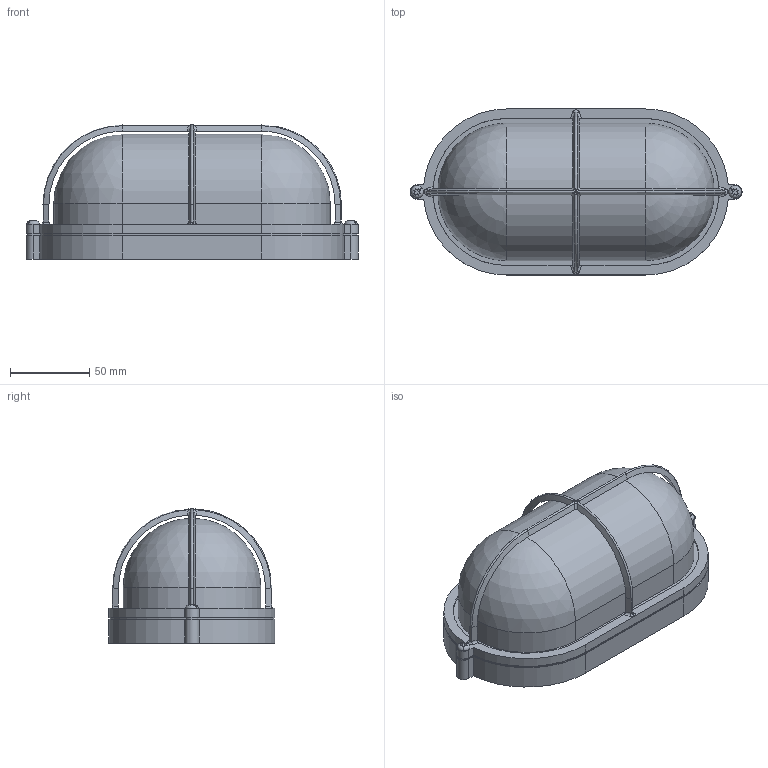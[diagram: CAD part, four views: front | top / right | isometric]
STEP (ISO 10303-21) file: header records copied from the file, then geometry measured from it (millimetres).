
FILE_DESCRIPTION (( 'STEP AP214' ), '1' );
FILE_NAME ('LNPP0-1408-1-060-K02 Ñâåòèëüíèê ÍÏÏ1408 ÷åðíûé_îâàë ðåøåòêà êðóïíàÿ 60Âò IP54 ÈÝÊ.STEP', '2017-06-23T07:52:57', ( '' ), ( '' ), 'SwSTEP 2.0', 'SolidWorks 2014', '' );
FILE_SCHEMA (( 'AUTOMOTIVE_DESIGN' ));
Length unit declared in the file: millimetre
Products named in the file (1): LNPP0-1408-1-060-K02 Ñâåòèëüíèê ÍÏÏ1408 ÷åðíûé_îâàë ðåøåòêà êðóïíàÿ 60Âò IP54  ÈÝÊ
Bounding box: 210 x 105 x 85 mm (x, y, z)
Volume: 878997.5 mm3; surface area: 76727.1 mm2
Topology: 1 solids, 1 shells, 167 faces, 441 edges, 273 vertices
Faces by surface type: plane 80, cylinder 48, torus 15, bspline 12, cone 8, sphere 4
Entity records: 5510 total; most frequent: CARTESIAN_POINT 1458, ORIENTED_EDGE 862, DIRECTION 822, EDGE_CURVE 431, AXIS2_PLACEMENT_3D 299, VERTEX_POINT 271, LINE 224, VECTOR 224
